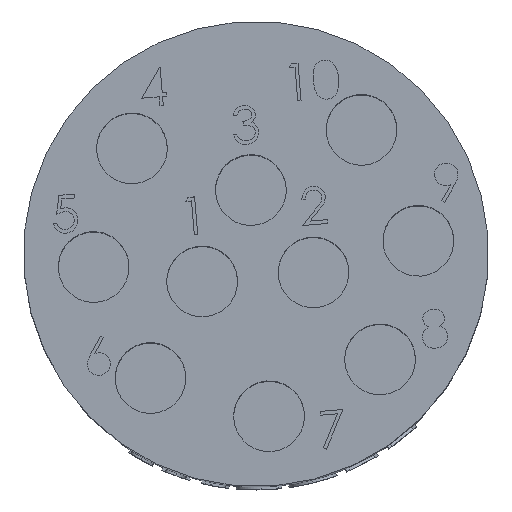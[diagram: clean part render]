
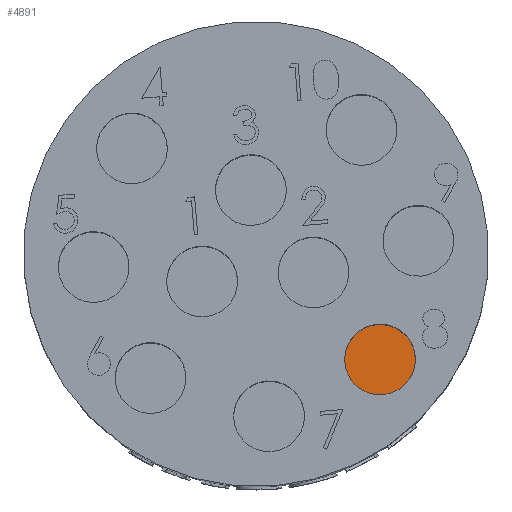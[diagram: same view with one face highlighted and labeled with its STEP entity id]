
A CAD part, top view. The second image highlights one B-rep face of the part: STEP entity #4891.
In plain terms, the highlighted planar face has unit normal (0, 0, 1).
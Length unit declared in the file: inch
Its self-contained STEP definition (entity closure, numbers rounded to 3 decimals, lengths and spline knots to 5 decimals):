
#496=PLANE('',#5222);
#769=FACE_OUTER_BOUND('',#1085,.T.);
#1085=EDGE_LOOP('',(#4552,#4553));
#1854=CIRCLE('',#5007,0.095);
#1855=CIRCLE('',#5008,0.095);
#2006=VERTEX_POINT('',#6386);
#2007=VERTEX_POINT('',#6387);
#2514=EDGE_CURVE('',#2006,#2007,#1854,.T.);
#2515=EDGE_CURVE('',#2007,#2006,#1855,.T.);
#4552=ORIENTED_EDGE('',*,*,#2514,.T.);
#4553=ORIENTED_EDGE('',*,*,#2515,.T.);
#4891=ADVANCED_FACE('',(#769),#496,.T.);
#5007=AXIS2_PLACEMENT_3D('',#6388,#5441,#5442);
#5008=AXIS2_PLACEMENT_3D('',#6389,#5443,#5444);
#5222=AXIS2_PLACEMENT_3D('',#24646,#6199,#6200);
#5441=DIRECTION('center_axis',(0.,0.,
1.));
#5442=DIRECTION('ref_axis',(0.997,0.081,0.));
#5443=DIRECTION('center_axis',(0.,0.,
1.));
#5444=DIRECTION('ref_axis',(0.997,0.081,0.));
#6199=DIRECTION('center_axis',(0.,0.,
1.));
#6200=DIRECTION('ref_axis',(1.,0.,0.));
#6386=CARTESIAN_POINT('',(0.42801,-0.27571,1.01261));
#6387=CARTESIAN_POINT('',(0.23863,-0.29105,1.01261));
#6388=CARTESIAN_POINT('Origin',(0.33332,-0.28338,1.01261));
#6389=CARTESIAN_POINT('Origin',(0.33332,-0.28338,1.01261));
#24646=CARTESIAN_POINT('Origin',(0.33332,-0.28338,1.01261));
